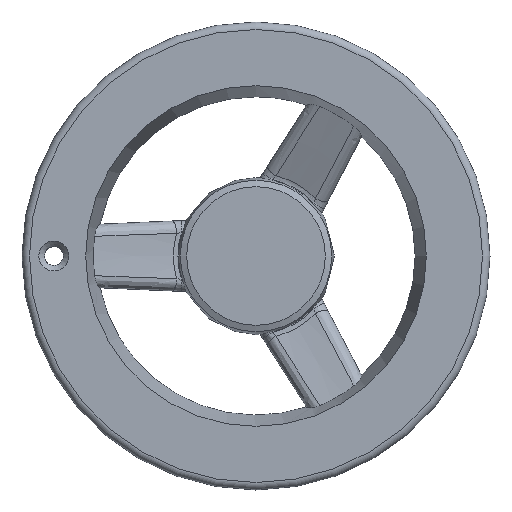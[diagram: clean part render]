
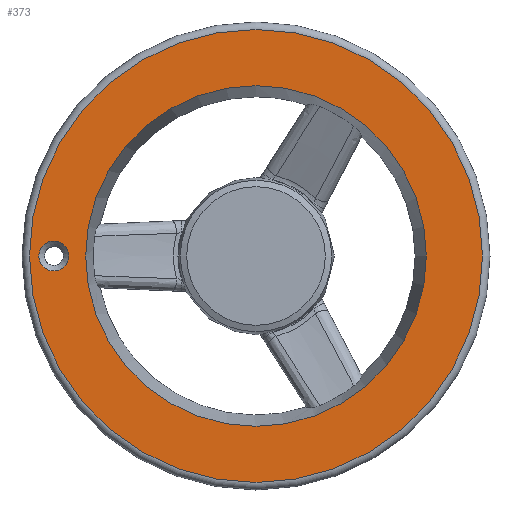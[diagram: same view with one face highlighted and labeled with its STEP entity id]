
A CAD part, left-side view. The second image highlights one B-rep face of the part: STEP entity #373.
In plain terms, the highlighted planar face has unit normal (-1, 0, 0).
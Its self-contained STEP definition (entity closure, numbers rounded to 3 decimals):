
#373=ADVANCED_FACE('',(#518,#490,#491),#470,.F.);
#470=PLANE('',#1694);
#490=FACE_BOUND('',#608,.T.);
#491=FACE_BOUND('',#609,.T.);
#518=FACE_OUTER_BOUND('',#607,.T.);
#607=EDGE_LOOP('',(#724));
#608=EDGE_LOOP('',(#725));
#609=EDGE_LOOP('',(#726));
#724=ORIENTED_EDGE('',*,*,#1373,.T.);
#725=ORIENTED_EDGE('',*,*,#1374,.F.);
#726=ORIENTED_EDGE('',*,*,#1375,.F.);
#1212=VERTEX_POINT('',#2134);
#1213=VERTEX_POINT('',#2136);
#1214=VERTEX_POINT('',#2138);
#1373=EDGE_CURVE('',#1212,#1212,#1617,.T.);
#1374=EDGE_CURVE('',#1213,#1213,#1618,.T.);
#1375=EDGE_CURVE('',#1214,#1214,#1619,.T.);
#1617=CIRCLE('',#1691,60.5);
#1618=CIRCLE('',#1692,45.5);
#1619=CIRCLE('',#1693,4.);
#1691=AXIS2_PLACEMENT_3D('',#2133,#1830,#1831);
#1692=AXIS2_PLACEMENT_3D('',#2135,#1832,#1833);
#1693=AXIS2_PLACEMENT_3D('',#2137,#1834,#1835);
#1694=AXIS2_PLACEMENT_3D('',#2139,#1836,#1837);
#1830=DIRECTION('',(-1.,0.,0.));
#1831=DIRECTION('',(0.,0.,1.));
#1832=DIRECTION('',(-1.,0.,0.));
#1833=DIRECTION('',(0.,0.,1.));
#1834=DIRECTION('',(-1.,0.,0.));
#1835=DIRECTION('',(0.,0.,1.));
#1836=DIRECTION('',(1.,0.,0.));
#1837=DIRECTION('',(0.,0.,-1.));
#2133=CARTESIAN_POINT('',(222.5,172.5,0.));
#2134=CARTESIAN_POINT('',(222.5,172.5,60.5));
#2135=CARTESIAN_POINT('',(222.5,172.5,0.));
#2136=CARTESIAN_POINT('',(222.5,172.5,45.5));
#2137=CARTESIAN_POINT('',(222.5,226.5,0.));
#2138=CARTESIAN_POINT('',(222.5,226.5,4.));
#2139=CARTESIAN_POINT('',(222.5,112.,0.));
